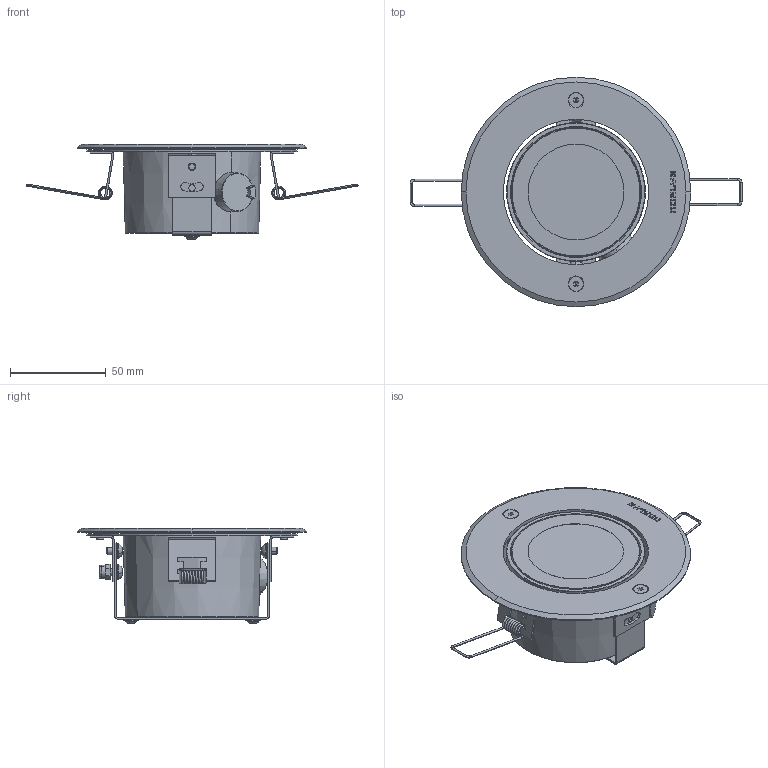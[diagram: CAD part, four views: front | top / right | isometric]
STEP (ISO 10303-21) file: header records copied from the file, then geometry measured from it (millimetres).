
FILE_DESCRIPTION (( 'STEP AP203' ), '1' );
FILE_NAME ('MOSS_CEILING.STEP', '2024-02-06T08:17:09', ( '' ), ( '' ), 'SwSTEP 2.0', 'SolidWorks 2022', '' );
FILE_SCHEMA (( 'CONFIG_CONTROL_DESIGN' ));
Length unit declared in the file: millimetre
Products named in the file (17): curved spring lock washer_din_Spring washer DIN 128 - A4; Mocowanie sprężynowe; M4x6_DIN 7991 - M4 x 6 --- 8N; Katownik A1; M3x_ŁEB WALC IMBUS_rs_ISO 7380 - M3 x 5 --- 5N; wkret z łb walc ypuk z gn szesc M4x6_kw_ISO 7380 - M4 x 8 - 8N; M179C_Korpus odl_kg_M213 obr_kg; wkret z łb walc ypuk z gn szesc M4x6_kw_ISO 7380 - M4 x 6 - 8N; pierścień okrągły_Piercień 120 rozstaw 96; M179C_Korpus kpl_kg_M213_Korpus kpl_kg; M179C_Szybka_kg; prevailing torque nut style 1 insert_din_DIN EN ISO 7040 - M4 - N; Widełki moc spr; MOSS_CEILING; Pierścień A_Pierścień A1; Sprężyna; Katownik A1_Katownik B1
Assembly tree (26 placements, depth 3):
  MOSS_CEILING
    M179C_Korpus kpl_kg_M213_Korpus kpl_kg
      M179C_Korpus odl_kg_M213 obr_kg
      M179C_Szybka_kg
    Mocowanie sprężynowe
      Pierścień A_Pierścień A1
      Katownik A1  x2
      Katownik A1_Katownik B1  x2
    Widełki moc spr
    pierścień okrągły_Piercień 120 rozstaw 96
    Sprężyna  x2
    wkret z łb walc ypuk z gn szesc M4x6_kw_ISO 7380 - M4 x 6 - 8N  x2
    curved spring lock washer_din_Spring washer DIN 128 - A4  x5
    wkret z łb walc ypuk z gn szesc M4x6_kw_ISO 7380 - M4 x 8 - 8N
    prevailing torque nut style 1 insert_din_DIN EN ISO 7040 - M4 - N
    M3x_ŁEB WALC IMBUS_rs_ISO 7380 - M3 x 5 --- 5N  x2
    M4x6_DIN 7991 - M4 x 6 --- 8N  x2
Bounding box: 173.51 x 120 x 50.05 mm (x, y, z)
Volume: 102656.9 mm3; surface area: 78328.5 mm2
Topology: 25 solids, 25 shells, 752 faces, 1848 edges, 1146 vertices
Faces by surface type: plane 369, cylinder 189, cone 75, torus 52, bspline 51, sphere 16
Entity records: 23861 total; most frequent: CARTESIAN_POINT 8483, DIRECTION 2757, ORIENTED_EDGE 2756, EDGE_CURVE 1378, AXIS2_PLACEMENT_3D 1010, VERTEX_POINT 869, LINE 737, VECTOR 737
